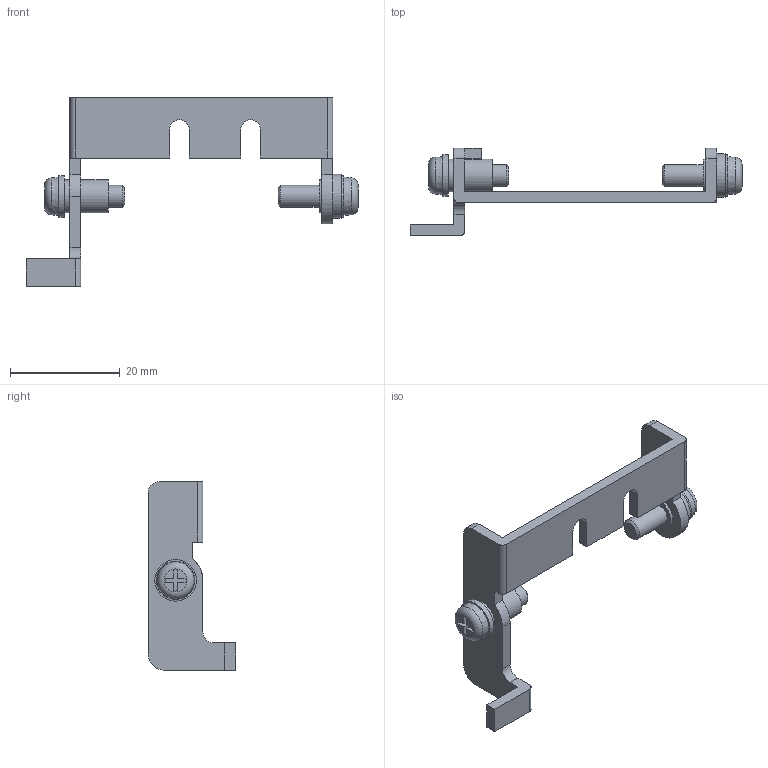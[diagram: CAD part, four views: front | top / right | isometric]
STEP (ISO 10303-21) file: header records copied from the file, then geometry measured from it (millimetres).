
FILE_DESCRIPTION(/* description */ ('STEP AP214'),/* implementation_level */ '2;1');
FILE_NAME(/* name */ '8093804_DADP-TU-F3-50',/* time_stamp */ '2024-08-13T14:21:51+02:00',/* author */ ('License CC BY-ND 4.0'),/* organization */ ('CADENAS'),/* preprocessor_version */ 'ST-DEVELOPER v19.3',/* originating_system */ 'PARTsolutions',/* authorisation */ ' ');
FILE_SCHEMA (('AUTOMOTIVE_DESIGN {1 0 10303 214 3 1 1}'));
Length unit declared in the file: millimetre
Products named in the file (1): 8093804 DADP-TU-F3-50---(high)
Bounding box: 60.6 x 16 x 34.4 mm (x, y, z)
Volume: 2725.9 mm3; surface area: 3157.2 mm2
Topology: 1 solids, 1 shells, 89 faces, 220 edges, 145 vertices
Faces by surface type: plane 64, cylinder 19, cone 4, torus 2
Full cylindrical faces by diameter (mm): 4 x2, 6 x3, 7.6 x2, 8 x1
Entity records: 2571 total; most frequent: CARTESIAN_POINT 439, DIRECTION 431, ORIENTED_EDGE 410, EDGE_CURVE 205, LINE 159, VECTOR 159, VERTEX_POINT 144, AXIS2_PLACEMENT_3D 136
